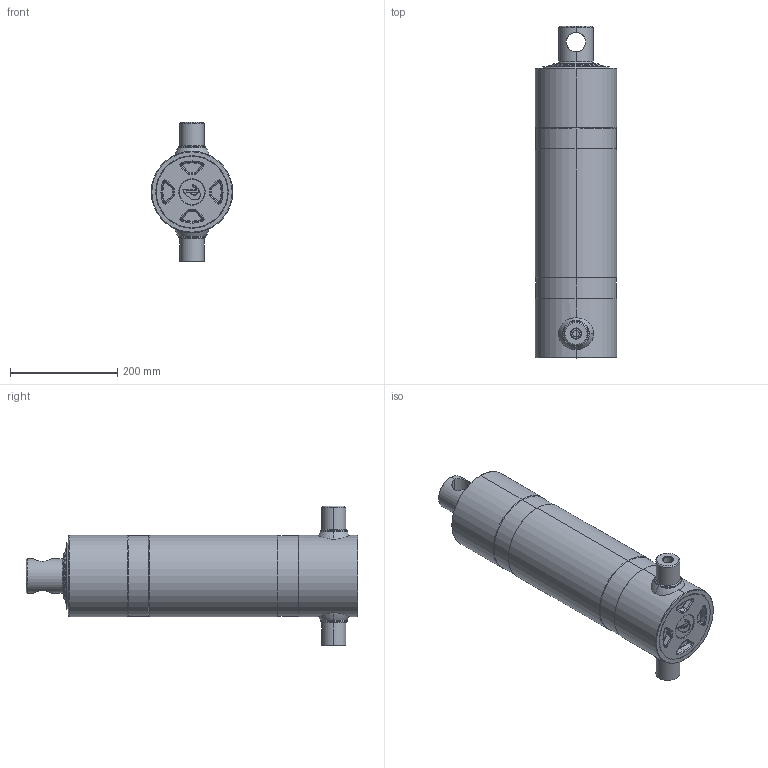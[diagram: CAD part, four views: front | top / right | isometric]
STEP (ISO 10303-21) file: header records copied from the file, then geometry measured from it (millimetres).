
FILE_DESCRIPTION (( 'STEP AP203' ), '1' );
FILE_NAME ('420.B.STEP', '2014-10-15T07:27:44', ( '' ), ( '' ), 'SwSTEP 2.0', 'SolidWorks 2013', '' );
FILE_SCHEMA (( 'CONFIG_CONTROL_DESIGN' ));
Length unit declared in the file: millimetre
Products named in the file (1): 420.B
Bounding box: 151.5 x 618 x 260.5 mm (x, y, z)
Surface area: 929116.3 mm2 (no closed solid volume)
Topology: 0 solids, 14 shells, 259 faces, 657 edges, 403 vertices
Faces by surface type: cylinder 79, torus 75, cone 72, plane 27, bspline 6
Entity records: 9565 total; most frequent: CARTESIAN_POINT 3181, DIRECTION 1502, ORIENTED_EDGE 1168, EDGE_CURVE 657, AXIS2_PLACEMENT_3D 645, VERTEX_POINT 403, CIRCLE 391, EDGE_LOOP 271
